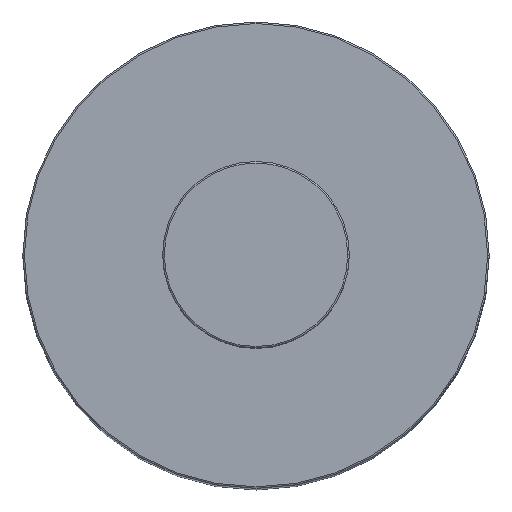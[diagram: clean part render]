
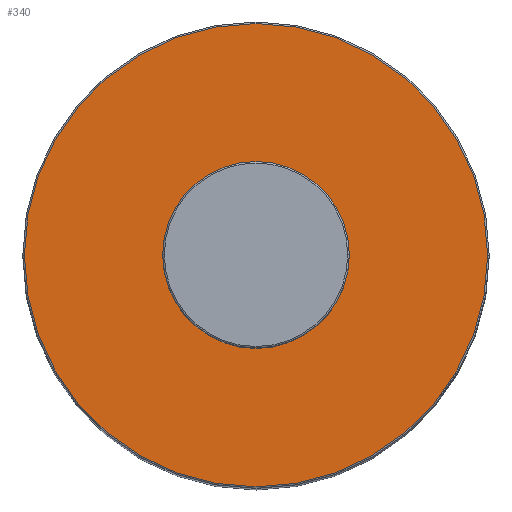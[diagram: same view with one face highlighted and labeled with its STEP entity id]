
A CAD part, top view. The second image highlights one B-rep face of the part: STEP entity #340.
In plain terms, the highlighted planar face has unit normal (0, 0, 1).
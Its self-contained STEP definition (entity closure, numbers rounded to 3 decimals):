
#114=CARTESIAN_POINT('',(0.,0.,60.));
#115=DIRECTION('',(0.,0.,1.));
#116=DIRECTION('',(1.,0.,0.));
#117=AXIS2_PLACEMENT_3D('',#114,#115,#116);
#119=CARTESIAN_POINT('',(0.,0.,60.));
#120=DIRECTION('',(0.,0.,1.));
#121=DIRECTION('',(-1.,0.,0.));
#122=AXIS2_PLACEMENT_3D('',#119,#120,#121);
#124=CARTESIAN_POINT('',(0.,0.,60.));
#125=DIRECTION('',(0.,0.,1.));
#126=DIRECTION('',(-1.,0.,0.));
#127=AXIS2_PLACEMENT_3D('',#124,#125,#126);
#129=CARTESIAN_POINT('',(0.,0.,60.));
#130=DIRECTION('',(0.,0.,1.));
#131=DIRECTION('',(1.,0.,0.));
#132=AXIS2_PLACEMENT_3D('',#129,#130,#131);
#191=CARTESIAN_POINT('',(6.,0.,60.));
#192=CARTESIAN_POINT('',(-6.,0.,60.));
#193=VERTEX_POINT('',#191);
#194=VERTEX_POINT('',#192);
#203=CARTESIAN_POINT('',(-14.9,0.,60.));
#204=CARTESIAN_POINT('',(14.9,0.,60.));
#205=VERTEX_POINT('',#203);
#206=VERTEX_POINT('',#204);
#324=CARTESIAN_POINT('',(0.,0.,60.));
#325=DIRECTION('',(0.,0.,1.));
#326=DIRECTION('',(1.,0.,0.));
#327=AXIS2_PLACEMENT_3D('',#324,#325,#326);
#328=PLANE('',#327);
#330=ORIENTED_EDGE('',*,*,#329,.F.);
#331=ORIENTED_EDGE('',*,*,#307,.F.);
#332=EDGE_LOOP('',(#330,#331));
#333=FACE_OUTER_BOUND('',#332,.F.);
#335=ORIENTED_EDGE('',*,*,#334,.T.);
#337=ORIENTED_EDGE('',*,*,#336,.T.);
#338=EDGE_LOOP('',(#335,#337));
#339=FACE_BOUND('',#338,.F.);
#340=ADVANCED_FACE('',(#333,#339),#328,.T.);
#118=CIRCLE('',#117,6.);
#123=CIRCLE('',#122,6.);
#128=CIRCLE('',#127,14.9);
#133=CIRCLE('',#132,14.9);
#307=EDGE_CURVE('',#206,#205,#133,.T.);
#329=EDGE_CURVE('',#205,#206,#128,.T.);
#334=EDGE_CURVE('',#193,#194,#118,.T.);
#336=EDGE_CURVE('',#194,#193,#123,.T.);
